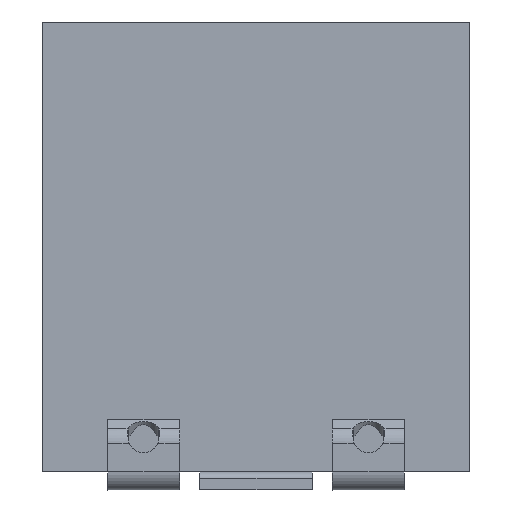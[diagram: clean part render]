
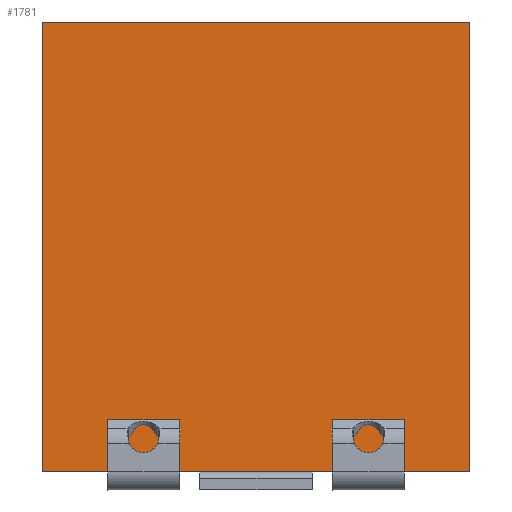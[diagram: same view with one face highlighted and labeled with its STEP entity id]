
A CAD part, front view. The second image highlights one B-rep face of the part: STEP entity #1781.
In plain terms, the highlighted planar face has unit normal (0, -1, 0).
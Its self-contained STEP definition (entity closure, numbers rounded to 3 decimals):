
#19=FACE_BOUND('',#262,.T.);
#20=FACE_BOUND('',#263,.T.);
#46=ELLIPSE('',#1929,0.302,0.178);
#47=ELLIPSE('',#1934,0.302,0.178);
#154=FACE_OUTER_BOUND('',#261,.T.);
#261=EDGE_LOOP('',(#1332,#1333,#1334,#1335));
#262=EDGE_LOOP('',(#1336,#1337,#1338,#1339,#1340,#1341));
#263=EDGE_LOOP('',(#1342,#1343,#1344,#1345,#1346,#1347));
#406=LINE('',#2560,#584);
#415=LINE('',#2587,#593);
#424=LINE('',#2614,#602);
#437=LINE('',#2650,#615);
#468=LINE('',#2885,#646);
#469=LINE('',#2887,#647);
#470=LINE('',#2889,#648);
#471=LINE('',#2890,#649);
#472=LINE('',#2891,#650);
#473=LINE('',#2892,#651);
#474=LINE('',#2893,#652);
#475=LINE('',#2894,#653);
#476=LINE('',#2896,#654);
#477=LINE('',#2899,#655);
#584=VECTOR('',#2082,0.157);
#593=VECTOR('',#2107,0.157);
#602=VECTOR('',#2132,0.157);
#615=VECTOR('',#2163,0.157);
#646=VECTOR('',#2234,4.826);
#647=VECTOR('',#2235,5.08);
#648=VECTOR('',#2236,4.826);
#649=VECTOR('',#2237,5.08);
#650=VECTOR('',#2238,0.813);
#651=VECTOR('',#2239,0.273);
#652=VECTOR('',#2240,0.273);
#653=VECTOR('',#2241,0.813);
#654=VECTOR('',#2242,0.273);
#655=VECTOR('',#2245,0.273);
#765=VERTEX_POINT('',#2557);
#766=VERTEX_POINT('',#2559);
#775=VERTEX_POINT('',#2584);
#776=VERTEX_POINT('',#2586);
#785=VERTEX_POINT('',#2611);
#786=VERTEX_POINT('',#2613);
#799=VERTEX_POINT('',#2647);
#800=VERTEX_POINT('',#2649);
#818=VERTEX_POINT('',#2873);
#819=VERTEX_POINT('',#2874);
#821=VERTEX_POINT('',#2883);
#822=VERTEX_POINT('',#2884);
#823=VERTEX_POINT('',#2886);
#824=VERTEX_POINT('',#2888);
#825=VERTEX_POINT('',#2895);
#826=VERTEX_POINT('',#2897);
#928=EDGE_CURVE('',#766,#765,#406,.T.);
#941=EDGE_CURVE('',#776,#775,#415,.T.);
#954=EDGE_CURVE('',#786,#785,#424,.T.);
#971=EDGE_CURVE('',#800,#799,#437,.T.);
#1010=EDGE_CURVE('',#818,#819,#46,.T.);
#1016=EDGE_CURVE('',#821,#822,#468,.T.);
#1017=EDGE_CURVE('',#823,#822,#469,.T.);
#1018=EDGE_CURVE('',#824,#823,#470,.T.);
#1019=EDGE_CURVE('',#824,#821,#471,.T.);
#1020=EDGE_CURVE('',#776,#765,#472,.T.);
#1021=EDGE_CURVE('',#819,#775,#473,.T.);
#1022=EDGE_CURVE('',#766,#818,#474,.T.);
#1023=EDGE_CURVE('',#800,#785,#475,.T.);
#1024=EDGE_CURVE('',#825,#799,#476,.T.);
#1025=EDGE_CURVE('',#826,#825,#47,.T.);
#1026=EDGE_CURVE('',#786,#826,#477,.T.);
#1332=ORIENTED_EDGE('',*,*,#1016,.T.);
#1333=ORIENTED_EDGE('',*,*,#1017,.F.);
#1334=ORIENTED_EDGE('',*,*,#1018,.F.);
#1335=ORIENTED_EDGE('',*,*,#1019,.T.);
#1336=ORIENTED_EDGE('',*,*,#1020,.F.);
#1337=ORIENTED_EDGE('',*,*,#941,.T.);
#1338=ORIENTED_EDGE('',*,*,#1021,.F.);
#1339=ORIENTED_EDGE('',*,*,#1010,.F.);
#1340=ORIENTED_EDGE('',*,*,#1022,.F.);
#1341=ORIENTED_EDGE('',*,*,#928,.T.);
#1342=ORIENTED_EDGE('',*,*,#1023,.F.);
#1343=ORIENTED_EDGE('',*,*,#971,.T.);
#1344=ORIENTED_EDGE('',*,*,#1024,.F.);
#1345=ORIENTED_EDGE('',*,*,#1025,.F.);
#1346=ORIENTED_EDGE('',*,*,#1026,.F.);
#1347=ORIENTED_EDGE('',*,*,#954,.T.);
#1702=PLANE('',#1933);
#1781=ADVANCED_FACE('',(#154,#19,#20),#1702,.T.);
#1929=AXIS2_PLACEMENT_3D('',#2875,#2222,#2223);
#1933=AXIS2_PLACEMENT_3D('',#2882,#2232,#2233);
#1934=AXIS2_PLACEMENT_3D('',#2898,#2243,#2244);
#2082=DIRECTION('',(0.,0.,1.));
#2107=DIRECTION('',(0.,0.,-1.));
#2132=DIRECTION('',(0.,0.,1.));
#2163=DIRECTION('',(0.,0.,-1.));
#2222=DIRECTION('center_axis',(0.,1.,0.));
#2223=DIRECTION('ref_axis',(0.,0.,
1.));
#2232=DIRECTION('center_axis',(0.,-1.,0.));
#2233=DIRECTION('ref_axis',(1.,0.,0.));
#2234=DIRECTION('',(1.,0.,0.));
#2235=DIRECTION('',(0.,0.,-1.));
#2236=DIRECTION('',(1.,0.,0.));
#2237=DIRECTION('',(0.,0.,-1.));
#2238=DIRECTION('',(-1.,0.,0.));
#2239=DIRECTION('',(1.,0.,0.));
#2240=DIRECTION('',(1.,0.,0.));
#2241=DIRECTION('',(-1.,0.,0.));
#2242=DIRECTION('',(1.,0.,0.));
#2243=DIRECTION('center_axis',(0.,1.,0.));
#2244=DIRECTION('ref_axis',(0.,0.,
1.));
#2245=DIRECTION('',(1.,0.,0.));
#2557=CARTESIAN_POINT('',(0.883,-1.753,0.802));
#2559=CARTESIAN_POINT('',(0.883,-1.753,0.645));
#2560=CARTESIAN_POINT('',(0.883,-1.753,0.645));
#2584=CARTESIAN_POINT('',(1.696,-1.753,0.645));
#2586=CARTESIAN_POINT('',(1.696,-1.753,0.802));
#2587=CARTESIAN_POINT('',(1.696,-1.753,0.802));
#2611=CARTESIAN_POINT('',(-1.657,-1.753,0.802));
#2613=CARTESIAN_POINT('',(-1.657,-1.753,0.645));
#2614=CARTESIAN_POINT('',(-1.657,-1.753,0.645));
#2647=CARTESIAN_POINT('',(-0.844,-1.753,0.645));
#2649=CARTESIAN_POINT('',(-0.844,-1.753,0.802));
#2650=CARTESIAN_POINT('',(-0.844,-1.753,0.802));
#2873=CARTESIAN_POINT('',(1.156,-1.753,0.645));
#2874=CARTESIAN_POINT('',(1.424,-1.753,0.645));
#2875=CARTESIAN_POINT('Origin',(1.29,-1.753,0.446));
#2882=CARTESIAN_POINT('Origin',(0.02,-1.753,2.754));
#2883=CARTESIAN_POINT('',(-2.393,-1.753,0.214));
#2884=CARTESIAN_POINT('',(2.433,-1.753,0.214));
#2885=CARTESIAN_POINT('',(-2.393,-1.753,0.214));
#2886=CARTESIAN_POINT('',(2.433,-1.753,5.294));
#2887=CARTESIAN_POINT('',(2.433,-1.753,5.294));
#2888=CARTESIAN_POINT('',(-2.393,-1.753,5.294));
#2889=CARTESIAN_POINT('',(-2.393,-1.753,5.294));
#2890=CARTESIAN_POINT('',(-2.393,-1.753,5.294));
#2891=CARTESIAN_POINT('',(1.696,-1.753,0.802));
#2892=CARTESIAN_POINT('',(1.424,-1.753,0.645));
#2893=CARTESIAN_POINT('',(0.883,-1.753,0.645));
#2894=CARTESIAN_POINT('',(-0.844,-1.753,0.802));
#2895=CARTESIAN_POINT('',(-1.116,-1.753,0.645));
#2896=CARTESIAN_POINT('',(-1.116,-1.753,0.645));
#2897=CARTESIAN_POINT('',(-1.384,-1.753,0.645));
#2898=CARTESIAN_POINT('Origin',(-1.25,-1.753,0.446));
#2899=CARTESIAN_POINT('',(-1.657,-1.753,0.645));
